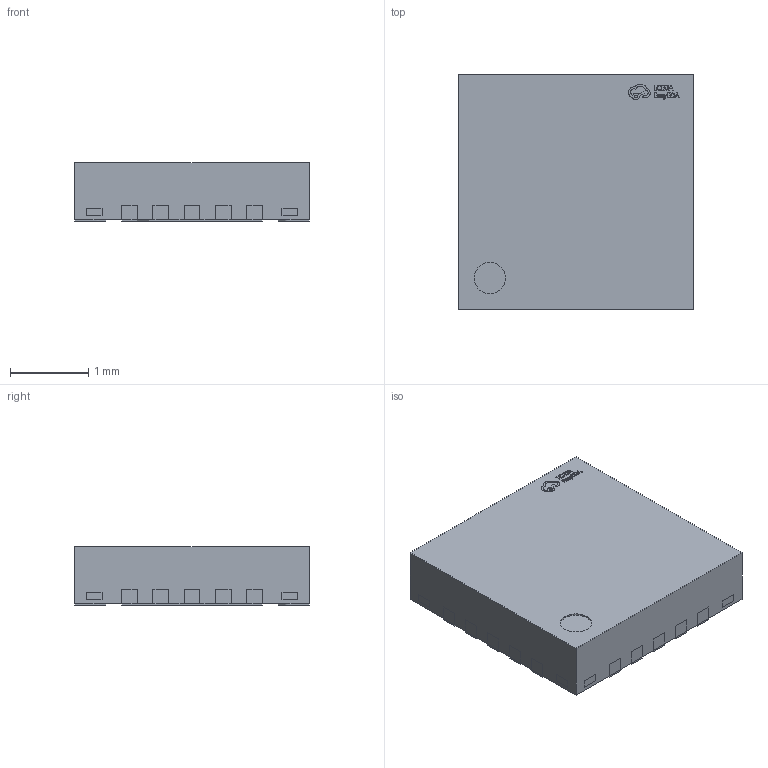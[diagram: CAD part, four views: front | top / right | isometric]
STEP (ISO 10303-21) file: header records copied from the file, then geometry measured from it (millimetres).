
FILE_DESCRIPTION(('FreeCAD Model'),'2;1');
FILE_NAME('Open CASCADE Shape Model','2025-02-20T21:10:23',('Author'),( ''),'Open CASCADE STEP processor 7.6','FreeCAD','Unknown');
FILE_SCHEMA(('AUTOMOTIVE_DESIGN { 1 0 10303 214 1 1 1 1 }'));
Length unit declared in the file: millimetre
Products named in the file (57): COMPOUND056; COMPOUND; COMPOUND001; COMPOUND002; COMPOUND003; COMPOUND004; COMPOUND005; COMPOUND006; COMPOUND007; COMPOUND008; COMPOUND009; COMPOUND010; COMPOUND011; COMPOUND012; COMPOUND013; COMPOUND014; COMPOUND015; COMPOUND016; COMPOUND017; COMPOUND018; COMPOUND019; COMPOUND020; COMPOUND021; COMPOUND022; COMPOUND023; COMPOUND024; COMPOUND025; COMPOUND026; COMPOUND027; COMPOUND028; COMPOUND029; COMPOUND030; COMPOUND031; COMPOUND032; COMPOUND033; COMPOUND034; COMPOUND035; COMPOUND036; COMPOUND037; COMPOUND038 ...
Assembly tree (56 placements, depth 2):
  COMPOUND056
    COMPOUND
    COMPOUND001
    COMPOUND002
    COMPOUND003
    COMPOUND004
    COMPOUND005
    COMPOUND006
    COMPOUND007
    COMPOUND008
    COMPOUND009
    COMPOUND010
    COMPOUND011
    COMPOUND012
    COMPOUND013
    COMPOUND014
    COMPOUND015
    COMPOUND016
    COMPOUND017
    COMPOUND018
    COMPOUND019
    COMPOUND020
    COMPOUND021
    COMPOUND022
    COMPOUND023
    COMPOUND024
    COMPOUND025
    COMPOUND026
    COMPOUND027
    COMPOUND028
    COMPOUND029
    COMPOUND030
    COMPOUND031
    COMPOUND032
    COMPOUND033
    COMPOUND034
    COMPOUND035
    COMPOUND036
    COMPOUND037
    COMPOUND038
    COMPOUND039
    COMPOUND040
    COMPOUND041
    COMPOUND042
    COMPOUND043
    COMPOUND044
    COMPOUND045
    COMPOUND046
    COMPOUND047
    COMPOUND048
    COMPOUND049
    COMPOUND050
    COMPOUND051
    COMPOUND052
    COMPOUND053
    COMPOUND054
    COMPOUND055
Bounding box: 3 x 3 x 0.75 mm (x, y, z)
Volume: 6.7 mm3; surface area: 53.7 mm2
Topology: 56 solids, 56 shells, 791 faces, 2018 edges, 1356 vertices
Faces by surface type: plane 557, cylinder 122, bspline 112
Entity records: 27553 total; most frequent: CARTESIAN_POINT 6326, ORIENTED_EDGE 4036, DIRECTION 3506, EDGE_CURVE 2018, LINE 1546, VECTOR 1546, VERTEX_POINT 1356, AXIS2_PLACEMENT_3D 980
